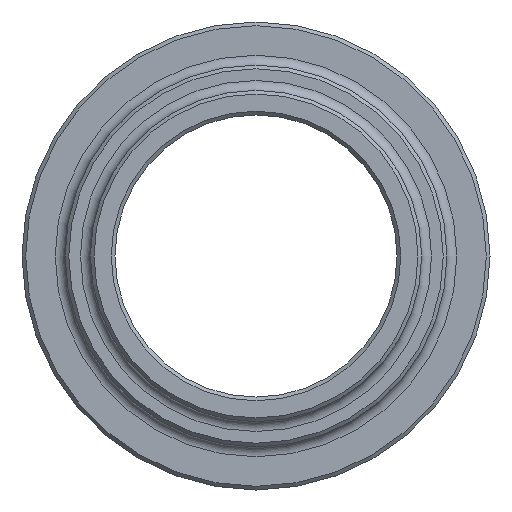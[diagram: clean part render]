
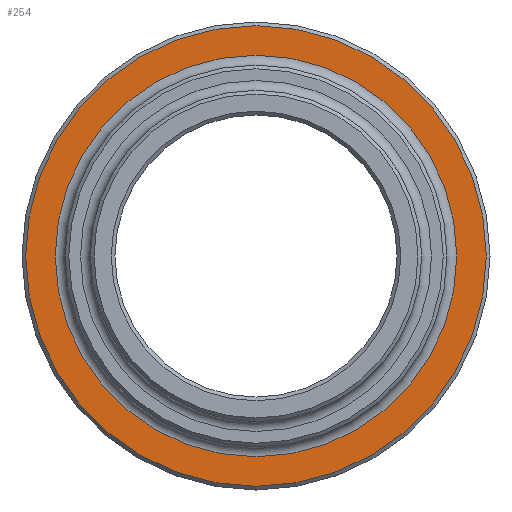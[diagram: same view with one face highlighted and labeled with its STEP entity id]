
A CAD part, left-side view. The second image highlights one B-rep face of the part: STEP entity #254.
In plain terms, the highlighted planar face has unit normal (-1, 0, 0).
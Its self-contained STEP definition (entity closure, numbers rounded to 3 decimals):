
#23=FACE_BOUND('',#58,.T.);
#27=PLANE('',#310);
#39=FACE_OUTER_BOUND('',#57,.T.);
#57=EDGE_LOOP('',(#215));
#58=EDGE_LOOP('',(#216));
#102=CIRCLE('',#306,18.7);
#105=CIRCLE('',#311,16.3);
#127=VERTEX_POINT('',#465);
#130=VERTEX_POINT('',#475);
#157=EDGE_CURVE('',#127,#127,#102,.T.);
#161=EDGE_CURVE('',#130,#130,#105,.T.);
#215=ORIENTED_EDGE('',*,*,#157,.F.);
#216=ORIENTED_EDGE('',*,*,#161,.F.);
#254=ADVANCED_FACE('',(#39,#23),#27,.T.);
#306=AXIS2_PLACEMENT_3D('',#467,#382,#383);
#310=AXIS2_PLACEMENT_3D('',#474,#391,#392);
#311=AXIS2_PLACEMENT_3D('',#476,#393,#394);
#382=DIRECTION('center_axis',(1.,0.,0.));
#383=DIRECTION('ref_axis',(0.,-1.,0.));
#391=DIRECTION('center_axis',(-1.,0.,0.));
#392=DIRECTION('ref_axis',(0.,0.,1.));
#393=DIRECTION('center_axis',(-1.,0.,0.));
#394=DIRECTION('ref_axis',(0.,-1.,0.));
#465=CARTESIAN_POINT('',(-3.5,18.7,0.));
#467=CARTESIAN_POINT('Origin',(-3.5,0.,0.));
#474=CARTESIAN_POINT('Origin',(-3.5,19.,0.));
#475=CARTESIAN_POINT('',(-3.5,0.,16.3));
#476=CARTESIAN_POINT('Origin',(-3.5,0.,0.));
